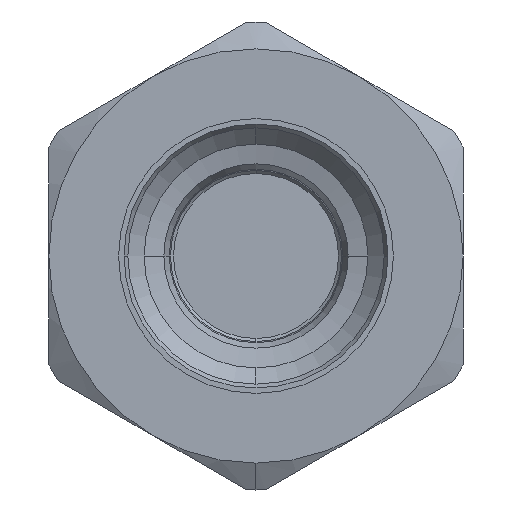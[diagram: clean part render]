
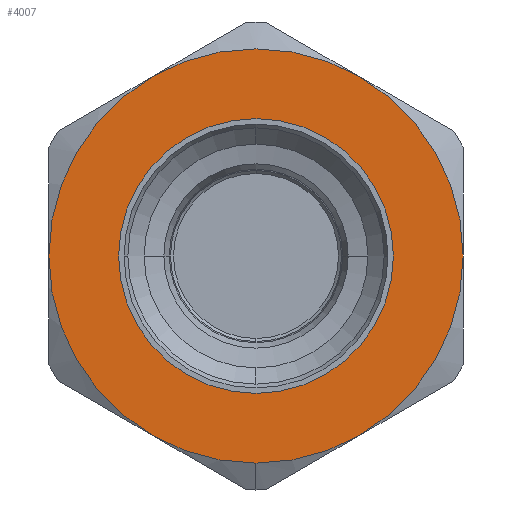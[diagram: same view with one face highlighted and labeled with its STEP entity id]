
A CAD part, left-side view. The second image highlights one B-rep face of the part: STEP entity #4007.
In plain terms, the highlighted planar face has unit normal (-1, 0, 0).
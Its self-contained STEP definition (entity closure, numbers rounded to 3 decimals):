
#186 = DIRECTION ( 'NONE',  ( 0., 0., -1. ) ) ;
#193 = AXIS2_PLACEMENT_3D ( 'NONE', #3137, #7736, #3753 ) ;
#248 = EDGE_CURVE ( 'NONE', #2476, #7871, #6550, .T. ) ;
#299 = CARTESIAN_POINT ( 'NONE',  ( 0., 0., 0. ) ) ;
#474 = DIRECTION ( 'NONE',  ( 0., 0., 1. ) ) ;
#574 = CIRCLE ( 'NONE', #8577, 13.5 ) ;
#577 = AXIS2_PLACEMENT_3D ( 'NONE', #5648, #3058, #6184 ) ;
#882 = AXIS2_PLACEMENT_3D ( 'NONE', #956, #945, #925 ) ;
#925 = DIRECTION ( 'NONE',  ( 0., 0., -1. ) ) ;
#945 = DIRECTION ( 'NONE',  ( 1., 0., 0. ) ) ;
#956 = CARTESIAN_POINT ( 'NONE',  ( 0., 0., 0. ) ) ;
#1453 = EDGE_CURVE ( 'NONE', #2139, #2041, #3019, .T. ) ;
#1617 = CARTESIAN_POINT ( 'NONE',  ( 0., -6.75, 11.691 ) ) ;
#1656 = VERTEX_POINT ( 'NONE', #1617 ) ;
#1950 = DIRECTION ( 'NONE',  ( 1., 0., 0. ) ) ;
#1997 = AXIS2_PLACEMENT_3D ( 'NONE', #3544, #8163, #4151 ) ;
#2002 = FACE_BOUND ( 'NONE', #5617, .T. ) ;
#2041 = VERTEX_POINT ( 'NONE', #6070 ) ;
#2123 = FACE_OUTER_BOUND ( 'NONE', #3806, .T. ) ;
#2139 = VERTEX_POINT ( 'NONE', #2932 ) ;
#2211 = EDGE_CURVE ( 'NONE', #4235, #1656, #574, .T. ) ;
#2476 = VERTEX_POINT ( 'NONE', #7169 ) ;
#2550 = VERTEX_POINT ( 'NONE', #4443 ) ;
#2708 = DIRECTION ( 'NONE',  ( 0., 0., -1. ) ) ;
#2725 = DIRECTION ( 'NONE',  ( 1., 0., 0. ) ) ;
#2727 = CARTESIAN_POINT ( 'NONE',  ( 0., 0., 0. ) ) ;
#2742 = ORIENTED_EDGE ( 'NONE', *, *, #3616, .F. ) ;
#2798 = CARTESIAN_POINT ( 'NONE',  ( 0., 6.75, -11.691 ) ) ;
#2932 = CARTESIAN_POINT ( 'NONE',  ( 0., -13.5, 0. ) ) ;
#3019 = CIRCLE ( 'NONE', #577, 13.5 ) ;
#3030 = ORIENTED_EDGE ( 'NONE', *, *, #8305, .F. ) ;
#3058 = DIRECTION ( 'NONE',  ( 1., 0., 0. ) ) ;
#3137 = CARTESIAN_POINT ( 'NONE',  ( 0., 0., 0. ) ) ;
#3329 = CARTESIAN_POINT ( 'NONE',  ( 0., 0., 0. ) ) ;
#3544 = CARTESIAN_POINT ( 'NONE',  ( 0., 0., 0. ) ) ;
#3616 = EDGE_CURVE ( 'NONE', #2041, #2476, #7417, .T. ) ;
#3643 = ORIENTED_EDGE ( 'NONE', *, *, #1453, .F. ) ;
#3753 = DIRECTION ( 'NONE',  ( 0., 0., -1. ) ) ;
#3806 = EDGE_LOOP ( 'NONE', ( #2742, #3643, #3030, #5981, #5164, #5109, #3865 ) ) ;
#3865 = ORIENTED_EDGE ( 'NONE', *, *, #248, .F. ) ;
#3873 = CARTESIAN_POINT ( 'NONE',  ( 0., 0., -8.955 ) ) ;
#3934 = DIRECTION ( 'NONE',  ( 0., 0., 1. ) ) ;
#4003 = ORIENTED_EDGE ( 'NONE', *, *, #8061, .F. ) ;
#4007 = ADVANCED_FACE ( 'NONE', ( #2123, #2002 ), #5760, .F. ) ;
#4151 = DIRECTION ( 'NONE',  ( 0., 0., -1. ) ) ;
#4235 = VERTEX_POINT ( 'NONE', #5935 ) ;
#4267 = DIRECTION ( 'NONE',  ( 1., 0., 0. ) ) ;
#4310 = CIRCLE ( 'NONE', #6904, 13.5 ) ;
#4426 = AXIS2_PLACEMENT_3D ( 'NONE', #8549, #4539, #474 ) ;
#4443 = CARTESIAN_POINT ( 'NONE',  ( 0., 0., 8.955 ) ) ;
#4539 = DIRECTION ( 'NONE',  ( -1., 0., 0. ) ) ;
#4627 = ORIENTED_EDGE ( 'NONE', *, *, #7131, .F. ) ;
#5109 = ORIENTED_EDGE ( 'NONE', *, *, #7971, .F. ) ;
#5159 = AXIS2_PLACEMENT_3D ( 'NONE', #5705, #5650, #5640 ) ;
#5164 = ORIENTED_EDGE ( 'NONE', *, *, #6752, .F. ) ;
#5179 = DIRECTION ( 'NONE',  ( 0., 0., -1. ) ) ;
#5268 = AXIS2_PLACEMENT_3D ( 'NONE', #3329, #7928, #3934 ) ;
#5426 = CIRCLE ( 'NONE', #193, 13.5 ) ;
#5617 = EDGE_LOOP ( 'NONE', ( #4627, #4003 ) ) ;
#5640 = DIRECTION ( 'NONE',  ( 0., 0., -1. ) ) ;
#5648 = CARTESIAN_POINT ( 'NONE',  ( 0., 0., 0. ) ) ;
#5650 = DIRECTION ( 'NONE',  ( 1., 0., 0. ) ) ;
#5705 = CARTESIAN_POINT ( 'NONE',  ( 0., 0., 0. ) ) ;
#5760 = PLANE ( 'NONE',  #5159 ) ;
#5935 = CARTESIAN_POINT ( 'NONE',  ( 0., 6.75, 11.691 ) ) ;
#5981 = ORIENTED_EDGE ( 'NONE', *, *, #2211, .F. ) ;
#6070 = CARTESIAN_POINT ( 'NONE',  ( 0., -6.75, -11.691 ) ) ;
#6184 = DIRECTION ( 'NONE',  ( 0., 1., 0. ) ) ;
#6206 = CIRCLE ( 'NONE', #1997, 13.5 ) ;
#6550 = CIRCLE ( 'NONE', #6730, 13.5 ) ;
#6730 = AXIS2_PLACEMENT_3D ( 'NONE', #2727, #2725, #2708 ) ;
#6752 = EDGE_CURVE ( 'NONE', #8251, #4235, #6206, .T. ) ;
#6904 = AXIS2_PLACEMENT_3D ( 'NONE', #8280, #4267, #186 ) ;
#7131 = EDGE_CURVE ( 'NONE', #2550, #8567, #7150, .T. ) ;
#7150 = CIRCLE ( 'NONE', #4426, 8.955 ) ;
#7169 = CARTESIAN_POINT ( 'NONE',  ( 0., 0., -13.5 ) ) ;
#7417 = CIRCLE ( 'NONE', #882, 13.5 ) ;
#7560 = CIRCLE ( 'NONE', #5268, 8.955 ) ;
#7562 = CARTESIAN_POINT ( 'NONE',  ( 0., 13.5, 0. ) ) ;
#7736 = DIRECTION ( 'NONE',  ( 1., 0., 0. ) ) ;
#7871 = VERTEX_POINT ( 'NONE', #2798 ) ;
#7928 = DIRECTION ( 'NONE',  ( -1., 0., 0. ) ) ;
#7971 = EDGE_CURVE ( 'NONE', #7871, #8251, #5426, .T. ) ;
#8061 = EDGE_CURVE ( 'NONE', #8567, #2550, #7560, .T. ) ;
#8163 = DIRECTION ( 'NONE',  ( 1., 0., 0. ) ) ;
#8251 = VERTEX_POINT ( 'NONE', #7562 ) ;
#8280 = CARTESIAN_POINT ( 'NONE',  ( 0., 0., 0. ) ) ;
#8305 = EDGE_CURVE ( 'NONE', #1656, #2139, #4310, .T. ) ;
#8549 = CARTESIAN_POINT ( 'NONE',  ( 0., 0., 0. ) ) ;
#8567 = VERTEX_POINT ( 'NONE', #3873 ) ;
#8577 = AXIS2_PLACEMENT_3D ( 'NONE', #299, #1950, #5179 ) ;
